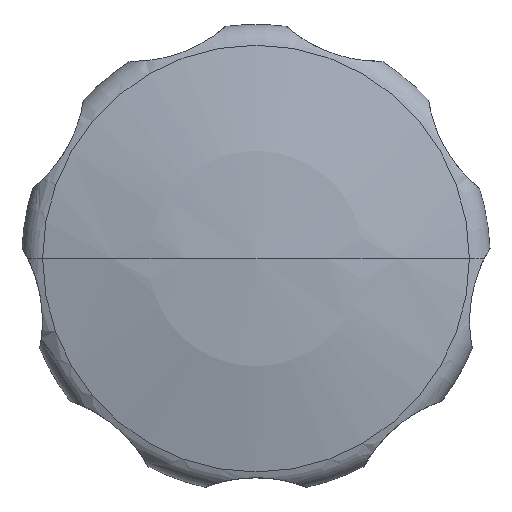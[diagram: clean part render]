
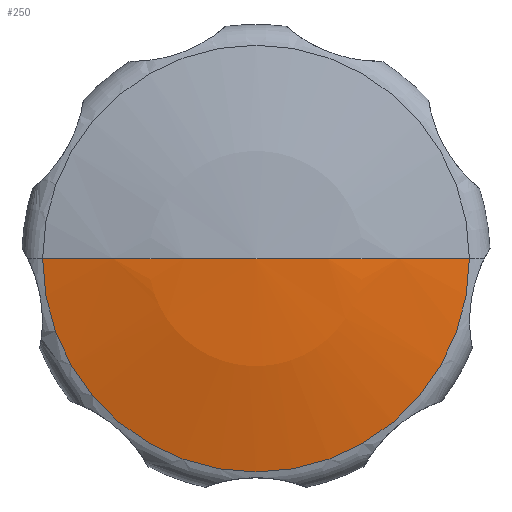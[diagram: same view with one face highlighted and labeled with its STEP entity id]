
A CAD part, top view. The second image highlights one B-rep face of the part: STEP entity #250.
In plain terms, the highlighted spherical face has radius 88.136 mm.
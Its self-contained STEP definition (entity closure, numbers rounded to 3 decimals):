
#250=ADVANCED_FACE('',(#652),#653,.T.);
#256=EDGE_CURVE('',#440,#420,#660,.T.);
#284=VERTEX_POINT('',#690);
#420=VERTEX_POINT('',#841);
#440=VERTEX_POINT('',#865);
#442=EDGE_CURVE('',#284,#440,#867,.T.);
#580=EDGE_CURVE('',#284,#420,#1017,.T.);
#652=FACE_OUTER_BOUND('',#1122,.T.);
#653=SPHERICAL_SURFACE('',#1123,88.136);
#660=CIRCLE('',#1131,88.136);
#690=CARTESIAN_POINT('',(-22.775,0.,61.006));
#841=CARTESIAN_POINT('',(22.775,0.,61.006));
#865=CARTESIAN_POINT('',(0.,0.,64.0));
#867=CIRCLE('',#1716,88.136);
#1017=CIRCLE('',#2084,22.775);
#1122=EDGE_LOOP('',(#2171,#2172,#2173));
#1123=AXIS2_PLACEMENT_3D('',#2174,#2175,#2176);
#1131=AXIS2_PLACEMENT_3D('',#2185,#2186,#2187);
#1716=AXIS2_PLACEMENT_3D('',#2451,#2452,#2453);
#2084=AXIS2_PLACEMENT_3D('',#2614,#2615,#2616);
#2171=ORIENTED_EDGE('',*,*,#442,.F.);
#2172=ORIENTED_EDGE('',*,*,#580,.T.);
#2173=ORIENTED_EDGE('',*,*,#256,.F.);
#2174=CARTESIAN_POINT('',(0.,0.,-24.136));
#2175=DIRECTION('',(0.,0.,1.0));
#2176=DIRECTION('',(-1.0,0.,0.0));
#2185=CARTESIAN_POINT('',(0.,0.,-24.136));
#2186=DIRECTION('',(0.,1.0,0.));
#2187=DIRECTION('',(0.0,0.,-1.0));
#2451=CARTESIAN_POINT('',(0.,0.,-24.136));
#2452=DIRECTION('',(0.,1.0,0.));
#2453=DIRECTION('',(0.0,0.,-1.0));
#2614=CARTESIAN_POINT('',(0.,0.,61.006));
#2615=DIRECTION('',(0.,0.,1.0));
#2616=DIRECTION('',(-1.0,0.,0.));
